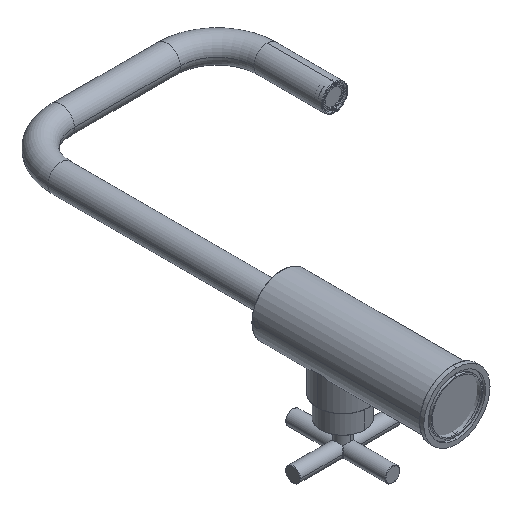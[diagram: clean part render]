
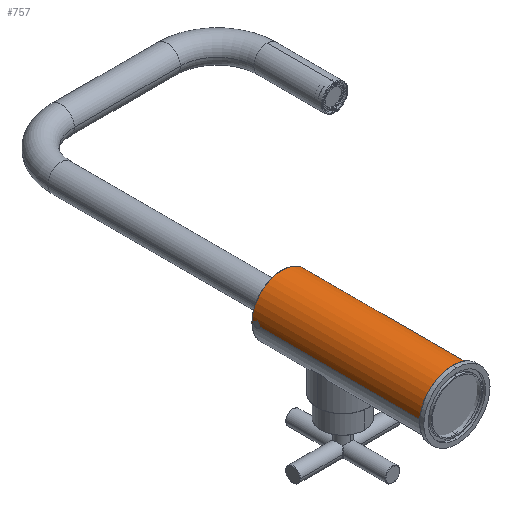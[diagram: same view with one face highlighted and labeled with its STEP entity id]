
A CAD part, isometric view. The second image highlights one B-rep face of the part: STEP entity #757.
In plain terms, the highlighted cylindrical face has radius 20.5 mm (diameter 41 mm), a partial arc.
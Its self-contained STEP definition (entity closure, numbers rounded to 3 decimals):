
#52 = CARTESIAN_POINT ( 'NONE',  ( 0., 110.65, -20.5 ) ) ;
#522 = CARTESIAN_POINT ( 'NONE',  ( -1.508, 111.329, -20.445 ) ) ;
#748 = CARTESIAN_POINT ( 'NONE',  ( -2., 112.65, -20.402 ) ) ;
#757 = ADVANCED_FACE ( 'NONE', ( #5746 ), #5732, .T. ) ;
#890 = EDGE_CURVE ( 'NONE', #2528, #9377, #1090, .T. ) ;
#907 = CARTESIAN_POINT ( 'NONE',  ( 0., 115.77, 20.5 ) ) ;
#1036 = DIRECTION ( 'NONE',  ( 0., -1., 0. ) ) ;
#1059 = CARTESIAN_POINT ( 'NONE',  ( 0., 116., -20.5 ) ) ;
#1090 = LINE ( 'NONE', #1059, #7485 ) ;
#1285 = B_SPLINE_CURVE_WITH_KNOTS ( 'NONE', 3,
 ( #6328, #9180, #2217, #5526, #8465, #1373, #4714, #7745, #522, #3918, #7070, #9961, #3106, #6378, #9233, #2280, #5581, #8513 ),
 .UNSPECIFIED., .F., .F.,
 ( 4, 2, 2, 2, 2, 2, 2, 2, 4 ),
 ( 0.003, 0.004, 0.004, 0.004, 0.005, 0.005, 0.005, 0.006, 0.006 ),
 .UNSPECIFIED. ) ;
#1373 = CARTESIAN_POINT ( 'NONE',  ( -1.798, 111.764, -20.421 ) ) ;
#1486 = DIRECTION ( 'NONE',  ( 0., -1., 0. ) ) ;
#1556 = VERTEX_POINT ( 'NONE', #907 ) ;
#1685 = AXIS2_PLACEMENT_3D ( 'NONE', #3931, #7082, #9973 ) ;
#1757 = CARTESIAN_POINT ( 'NONE',  ( 0., 115.77, -20.5 ) ) ;
#2004 = CARTESIAN_POINT ( 'NONE',  ( 0., 115.77, 0. ) ) ;
#2217 = CARTESIAN_POINT ( 'NONE',  ( -1.987, 112.387, -20.403 ) ) ;
#2245 = CARTESIAN_POINT ( 'NONE',  ( 0., 114.65, -20.5 ) ) ;
#2280 = CARTESIAN_POINT ( 'NONE',  ( -0.263, 110.663, -20.499 ) ) ;
#2528 = VERTEX_POINT ( 'NONE', #52 ) ;
#3079 = CARTESIAN_POINT ( 'NONE',  ( -0.132, 114.65, -20.5 ) ) ;
#3106 = CARTESIAN_POINT ( 'NONE',  ( -0.886, 110.852, -20.481 ) ) ;
#3137 = CARTESIAN_POINT ( 'NONE',  ( 0., 114.65, -20.5 ) ) ;
#3772 = VECTOR ( 'NONE', #3916, 1000. ) ;
#3916 = DIRECTION ( 'NONE',  ( 0., -1., 0. ) ) ;
#3918 = CARTESIAN_POINT ( 'NONE',  ( -1.321, 111.142, -20.458 ) ) ;
#3931 = CARTESIAN_POINT ( 'NONE',  ( 0., 0.23, 0. ) ) ;
#3977 = CARTESIAN_POINT ( 'NONE',  ( 0., 116., -20.5 ) ) ;
#4028 = LINE ( 'NONE', #3977, #3772 ) ;
#4443 = EDGE_CURVE ( 'NONE', #8188, #5981, #4028, .T. ) ;
#4530 = CARTESIAN_POINT ( 'NONE',  ( -2., 112.65, -20.402 ) ) ;
#4578 = CARTESIAN_POINT ( 'NONE',  ( -2., 112.911, -20.402 ) ) ;
#4690 = CARTESIAN_POINT ( 'NONE',  ( -1.948, 113.175, -20.408 ) ) ;
#4714 = CARTESIAN_POINT ( 'NONE',  ( -1.735, 111.647, -20.427 ) ) ;
#4720 = CIRCLE ( 'NONE', #6119, 20.5 ) ;
#4738 = CARTESIAN_POINT ( 'NONE',  ( -1.748, 113.656, -20.426 ) ) ;
#4894 = ORIENTED_EDGE ( 'NONE', *, *, #7622, .T. ) ;
#4908 = ORIENTED_EDGE ( 'NONE', *, *, #890, .T. ) ;
#4910 = ORIENTED_EDGE ( 'NONE', *, *, #8966, .T. ) ;
#4920 = ORIENTED_EDGE ( 'NONE', *, *, #4929, .T. ) ;
#4929 = EDGE_CURVE ( 'NONE', #5981, #9814, #8638, .T. ) ;
#4935 = ORIENTED_EDGE ( 'NONE', *, *, #4443, .T. ) ;
#4938 = ORIENTED_EDGE ( 'NONE', *, *, #10175, .T. ) ;
#4940 = ORIENTED_EDGE ( 'NONE', *, *, #8975, .F. ) ;
#5172 = CARTESIAN_POINT ( 'NONE',  ( -1.599, 113.879, -20.438 ) ) ;
#5225 = CARTESIAN_POINT ( 'NONE',  ( -1.323, 114.156, -20.458 ) ) ;
#5277 = CARTESIAN_POINT ( 'NONE',  ( -1.22, 114.24, -20.464 ) ) ;
#5304 = DIRECTION ( 'NONE',  ( 0., -1., 0. ) ) ;
#5327 = CARTESIAN_POINT ( 'NONE',  ( -1.002, 114.386, -20.476 ) ) ;
#5384 = CARTESIAN_POINT ( 'NONE',  ( -0.887, 114.447, -20.481 ) ) ;
#5436 = CARTESIAN_POINT ( 'NONE',  ( -0.645, 114.548, -20.49 ) ) ;
#5496 = CARTESIAN_POINT ( 'NONE',  ( -0.518, 114.586, -20.494 ) ) ;
#5526 = CARTESIAN_POINT ( 'NONE',  ( -1.936, 112.13, -20.408 ) ) ;
#5556 = CARTESIAN_POINT ( 'NONE',  ( -0.262, 114.637, -20.499 ) ) ;
#5557 = CARTESIAN_POINT ( 'NONE',  ( 0., 0.23, 20.5 ) ) ;
#5581 = CARTESIAN_POINT ( 'NONE',  ( -0.131, 110.65, -20.5 ) ) ;
#5640 = LINE ( 'NONE', #8563, #8624 ) ;
#5678 = DIRECTION ( 'NONE',  ( 0., 0., -1. ) ) ;
#5690 = DIRECTION ( 'NONE',  ( 0., -1., 0. ) ) ;
#5719 = CARTESIAN_POINT ( 'NONE',  ( 0., 116., 0. ) ) ;
#5732 = CYLINDRICAL_SURFACE ( 'NONE', #8547, 20.5 ) ;
#5746 = FACE_OUTER_BOUND ( 'NONE', #6100, .T. ) ;
#5981 = VERTEX_POINT ( 'NONE', #2245 ) ;
#6100 = EDGE_LOOP ( 'NONE', ( #4940, #4938, #4935, #4920, #4910, #4908, #4894 ) ) ;
#6119 = AXIS2_PLACEMENT_3D ( 'NONE', #2004, #5304, #8269 ) ;
#6328 = CARTESIAN_POINT ( 'NONE',  ( -2., 112.65, -20.402 ) ) ;
#6367 = CIRCLE ( 'NONE', #1685, 20.5 ) ;
#6378 = CARTESIAN_POINT ( 'NONE',  ( -0.644, 110.752, -20.49 ) ) ;
#7070 = CARTESIAN_POINT ( 'NONE',  ( -1.22, 111.06, -20.464 ) ) ;
#7082 = DIRECTION ( 'NONE',  ( 0., 1., 0. ) ) ;
#7485 = VECTOR ( 'NONE', #1036, 1000. ) ;
#7622 = EDGE_CURVE ( 'NONE', #9377, #9583, #6367, .T. ) ;
#7745 = CARTESIAN_POINT ( 'NONE',  ( -1.59, 111.43, -20.438 ) ) ;
#8105 = CARTESIAN_POINT ( 'NONE',  ( 0., 0.23, -20.5 ) ) ;
#8188 = VERTEX_POINT ( 'NONE', #1757 ) ;
#8269 = DIRECTION ( 'NONE',  ( 0., 0., 1. ) ) ;
#8465 = CARTESIAN_POINT ( 'NONE',  ( -1.898, 112.006, -20.412 ) ) ;
#8513 = CARTESIAN_POINT ( 'NONE',  ( 0., 110.65, -20.5 ) ) ;
#8547 = AXIS2_PLACEMENT_3D ( 'NONE', #5719, #5690, #5678 ) ;
#8563 = CARTESIAN_POINT ( 'NONE',  ( 0., 116., 20.5 ) ) ;
#8624 = VECTOR ( 'NONE', #1486, 1000. ) ;
#8638 = B_SPLINE_CURVE_WITH_KNOTS ( 'NONE', 3,
 ( #3137, #3079, #5556, #5496, #5436, #5384, #5327, #5277, #5225, #5172, #4738, #4690, #4578, #4530 ),
 .UNSPECIFIED., .F., .F.,
 ( 4, 2, 2, 2, 2, 2, 4 ),
 ( 0., 0., 0.001, 0.001, 0.002, 0.002, 0.003 ),
 .UNSPECIFIED. ) ;
#8966 = EDGE_CURVE ( 'NONE', #9814, #2528, #1285, .T. ) ;
#8975 = EDGE_CURVE ( 'NONE', #1556, #9583, #5640, .T. ) ;
#9180 = CARTESIAN_POINT ( 'NONE',  ( -2., 112.519, -20.402 ) ) ;
#9233 = CARTESIAN_POINT ( 'NONE',  ( -0.52, 110.714, -20.494 ) ) ;
#9377 = VERTEX_POINT ( 'NONE', #8105 ) ;
#9583 = VERTEX_POINT ( 'NONE', #5557 ) ;
#9814 = VERTEX_POINT ( 'NONE', #748 ) ;
#9961 = CARTESIAN_POINT ( 'NONE',  ( -1.003, 110.915, -20.476 ) ) ;
#9973 = DIRECTION ( 'NONE',  ( 0., 0., 1. ) ) ;
#10175 = EDGE_CURVE ( 'NONE', #1556, #8188, #4720, .T. ) ;
